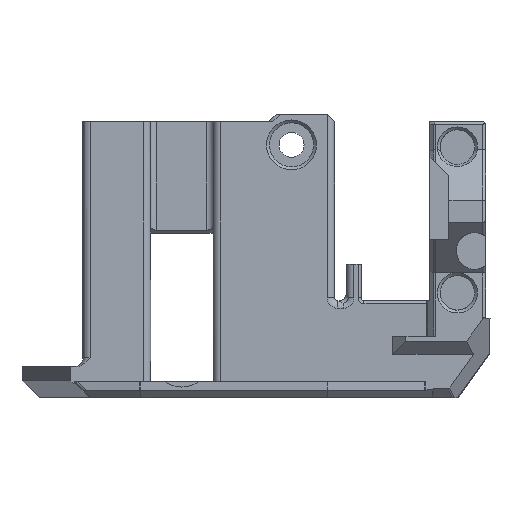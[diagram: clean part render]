
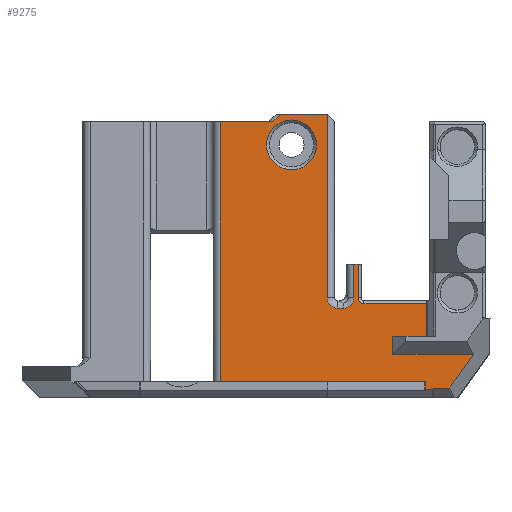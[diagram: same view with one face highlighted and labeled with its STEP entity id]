
A CAD part, left-side view. The second image highlights one B-rep face of the part: STEP entity #9275.
In plain terms, the highlighted planar face has unit normal (-1, 0, 0).
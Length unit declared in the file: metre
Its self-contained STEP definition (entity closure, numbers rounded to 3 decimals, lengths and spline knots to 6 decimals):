
#47=ELLIPSE('',#9833,0.000567,0.0004);
#48=ELLIPSE('',#9834,0.000602,0.0004);
#685=LINE('',#13712,#1577);
#695=LINE('',#13734,#1587);
#698=LINE('',#13742,#1590);
#699=LINE('',#13747,#1591);
#700=LINE('',#13751,#1592);
#701=LINE('',#13752,#1593);
#702=LINE('',#13753,#1594);
#703=LINE('',#13755,#1595);
#704=LINE('',#13759,#1596);
#705=LINE('',#13761,#1597);
#706=LINE('',#13763,#1598);
#707=LINE('',#13767,#1599);
#708=LINE('',#13771,#1600);
#709=LINE('',#13773,#1601);
#710=LINE('',#13775,#1602);
#711=LINE('',#13777,#1603);
#712=LINE('',#13779,#1604);
#713=LINE('',#13781,#1605);
#714=LINE('',#13783,#1606);
#1577=VECTOR('',#10863,1.);
#1587=VECTOR('',#10879,1.);
#1590=VECTOR('',#10886,1.);
#1591=VECTOR('',#10889,1.);
#1592=VECTOR('',#10892,1.);
#1593=VECTOR('',#10893,1.);
#1594=VECTOR('',#10894,1.);
#1595=VECTOR('',#10895,1.);
#1596=VECTOR('',#10898,1.);
#1597=VECTOR('',#10899,1.);
#1598=VECTOR('',#10900,1.);
#1599=VECTOR('',#10903,1.);
#1600=VECTOR('',#10906,1.);
#1601=VECTOR('',#10907,1.);
#1602=VECTOR('',#10908,1.);
#1603=VECTOR('',#10909,1.);
#1604=VECTOR('',#10910,1.);
#1605=VECTOR('',#10911,1.);
#1606=VECTOR('',#10912,1.);
#2560=ORIENTED_EDGE('',*,*,#5382,.F.);
#2561=ORIENTED_EDGE('',*,*,#5383,.T.);
#2562=ORIENTED_EDGE('',*,*,#5384,.F.);
#2563=ORIENTED_EDGE('',*,*,#5385,.F.);
#2564=ORIENTED_EDGE('',*,*,#5386,.F.);
#2565=ORIENTED_EDGE('',*,*,#5387,.F.);
#2566=ORIENTED_EDGE('',*,*,#5379,.F.);
#2567=ORIENTED_EDGE('',*,*,#5388,.F.);
#2568=ORIENTED_EDGE('',*,*,#5368,.F.);
#2569=ORIENTED_EDGE('',*,*,#5389,.F.);
#2570=ORIENTED_EDGE('',*,*,#5390,.F.);
#2571=ORIENTED_EDGE('',*,*,#5391,.F.);
#2572=ORIENTED_EDGE('',*,*,#5392,.F.);
#2573=ORIENTED_EDGE('',*,*,#5393,.T.);
#2574=ORIENTED_EDGE('',*,*,#5394,.F.);
#2575=ORIENTED_EDGE('',*,*,#5395,.F.);
#2576=ORIENTED_EDGE('',*,*,#5396,.F.);
#2577=ORIENTED_EDGE('',*,*,#5397,.F.);
#2578=ORIENTED_EDGE('',*,*,#5398,.F.);
#2579=ORIENTED_EDGE('',*,*,#5399,.F.);
#2580=ORIENTED_EDGE('',*,*,#5400,.T.);
#2581=ORIENTED_EDGE('',*,*,#5401,.T.);
#2582=ORIENTED_EDGE('',*,*,#5402,.F.);
#2583=ORIENTED_EDGE('',*,*,#5403,.F.);
#2584=ORIENTED_EDGE('',*,*,#5404,.F.);
#5368=EDGE_CURVE('',#6776,#6777,#685,.T.);
#5379=EDGE_CURVE('',#6786,#6787,#695,.T.);
#5382=EDGE_CURVE('',#6788,#6788,#7606,.T.);
#5383=EDGE_CURVE('',#6789,#6790,#698,.T.);
#5384=EDGE_CURVE('',#6791,#6790,#47,.T.);
#5385=EDGE_CURVE('',#6792,#6791,#699,.T.);
#5386=EDGE_CURVE('',#6793,#6792,#48,.T.);
#5387=EDGE_CURVE('',#6787,#6793,#700,.T.);
#5388=EDGE_CURVE('',#6777,#6786,#701,.T.);
#5389=EDGE_CURVE('',#6794,#6776,#702,.T.);
#5390=EDGE_CURVE('',#6795,#6794,#703,.T.);
#5391=EDGE_CURVE('',#6796,#6795,#7607,.T.);
#5392=EDGE_CURVE('',#6797,#6796,#704,.T.);
#5393=EDGE_CURVE('',#6797,#6798,#705,.T.);
#5394=EDGE_CURVE('',#6799,#6798,#706,.T.);
#5395=EDGE_CURVE('',#6800,#6799,#7608,.T.);
#5396=EDGE_CURVE('',#6801,#6800,#707,.T.);
#5397=EDGE_CURVE('',#6802,#6801,#7609,.T.);
#5398=EDGE_CURVE('',#6803,#6802,#708,.T.);
#5399=EDGE_CURVE('',#6804,#6803,#709,.T.);
#5400=EDGE_CURVE('',#6804,#6805,#710,.T.);
#5401=EDGE_CURVE('',#6805,#6806,#711,.T.);
#5402=EDGE_CURVE('',#6807,#6806,#712,.T.);
#5403=EDGE_CURVE('',#6808,#6807,#713,.T.);
#5404=EDGE_CURVE('',#6789,#6808,#714,.T.);
#6776=VERTEX_POINT('',#13711);
#6777=VERTEX_POINT('',#13713);
#6786=VERTEX_POINT('',#13735);
#6787=VERTEX_POINT('',#13736);
#6788=VERTEX_POINT('',#13741);
#6789=VERTEX_POINT('',#13743);
#6790=VERTEX_POINT('',#13744);
#6791=VERTEX_POINT('',#13746);
#6792=VERTEX_POINT('',#13748);
#6793=VERTEX_POINT('',#13750);
#6794=VERTEX_POINT('',#13754);
#6795=VERTEX_POINT('',#13756);
#6796=VERTEX_POINT('',#13758);
#6797=VERTEX_POINT('',#13760);
#6798=VERTEX_POINT('',#13762);
#6799=VERTEX_POINT('',#13764);
#6800=VERTEX_POINT('',#13766);
#6801=VERTEX_POINT('',#13768);
#6802=VERTEX_POINT('',#13770);
#6803=VERTEX_POINT('',#13772);
#6804=VERTEX_POINT('',#13774);
#6805=VERTEX_POINT('',#13776);
#6806=VERTEX_POINT('',#13778);
#6807=VERTEX_POINT('',#13780);
#6808=VERTEX_POINT('',#13782);
#7606=CIRCLE('',#9832,0.0034);
#7607=CIRCLE('',#9835,0.0008);
#7608=CIRCLE('',#9836,0.0014);
#7609=CIRCLE('',#9837,0.0014);
#7850=EDGE_LOOP('',(#2560));
#7851=EDGE_LOOP('',(#2561,#2562,#2563,#2564,#2565,#2566,#2567,#2568,#2569,
#2570,#2571,#2572,#2573,#2574,#2575,#2576,#2577,#2578,#2579,#2580,#2581,
#2582,#2583,#2584));
#8421=FACE_BOUND('',#7850,.T.);
#8422=FACE_BOUND('',#7851,.T.);
#8987=PLANE('',#9831);
#9275=ADVANCED_FACE('',(#8421,#8422),#8987,.T.);
#9831=AXIS2_PLACEMENT_3D('',#13739,#10882,#10883);
#9832=AXIS2_PLACEMENT_3D('',#13740,#10884,#10885);
#9833=AXIS2_PLACEMENT_3D('',#13745,#10887,#10888);
#9834=AXIS2_PLACEMENT_3D('',#13749,#10890,#10891);
#9835=AXIS2_PLACEMENT_3D('',#13757,#10896,#10897);
#9836=AXIS2_PLACEMENT_3D('',#13765,#10901,#10902);
#9837=AXIS2_PLACEMENT_3D('',#13769,#10904,#10905);
#10863=DIRECTION('',(0.,1.,0.));
#10879=DIRECTION('',(0.,-1.,0.));
#10882=DIRECTION('',(-1.,0.,0.));
#10883=DIRECTION('',(0.,-1.,0.));
#10884=DIRECTION('',(-1.,0.,0.));
#10885=DIRECTION('',(0.,-1.,0.));
#10886=DIRECTION('',(0.,-0.984,0.176));
#10887=DIRECTION('',(-1.,0.,0.));
#10888=DIRECTION('',(0.,0.09,-0.996));
#10889=DIRECTION('',(0.,1.,0.));
#10890=DIRECTION('',(1.,0.,0.));
#10891=DIRECTION('',(0.,0.458,0.889));
#10892=DIRECTION('',(0.,0.581,-0.814));
#10893=DIRECTION('',(0.,0.,-1.));
#10894=DIRECTION('',(0.,0.,-1.));
#10895=DIRECTION('',(0.,-1.,0.));
#10896=DIRECTION('',(-1.,0.,0.));
#10897=DIRECTION('',(0.,-1.,0.));
#10898=DIRECTION('',(0.,0.,-1.));
#10899=DIRECTION('',(0.,1.,0.));
#10900=DIRECTION('',(0.,0.,1.));
#10901=DIRECTION('',(-1.,0.,0.));
#10902=DIRECTION('',(0.,1.,0.));
#10903=DIRECTION('',(0.,-1.,0.));
#10904=DIRECTION('',(-1.,0.,0.));
#10905=DIRECTION('',(0.,1.,0.));
#10906=DIRECTION('',(0.,0.,-1.));
#10907=DIRECTION('',(0.,-1.,0.));
#10908=DIRECTION('',(0.,0.707,-0.707));
#10909=DIRECTION('',(0.,1.,0.));
#10910=DIRECTION('',(0.,0.,1.));
#10911=DIRECTION('',(0.,1.,0.));
#10912=DIRECTION('',(0.,0.,1.));
#13711=CARTESIAN_POINT('',(-0.486684,-0.017035,0.0084));
#13712=CARTESIAN_POINT('',(-0.486684,-0.012279,0.0084));
#13713=CARTESIAN_POINT('',(-0.486684,-0.012379,0.0084));
#13734=CARTESIAN_POINT('',(-0.486684,-0.018359,0.0059));
#13735=CARTESIAN_POINT('',(-0.486684,-0.012379,0.0059));
#13736=CARTESIAN_POINT('',(-0.486684,-0.023395,0.0059));
#13739=CARTESIAN_POINT('',(-0.486684,0.029879,0.0032));
#13740=CARTESIAN_POINT('',(-0.486684,0.00142,0.034464));
#13741=CARTESIAN_POINT('',(-0.486684,-0.00198,0.034464));
#13742=CARTESIAN_POINT('',(-0.486684,0.028044,-0.007036));
#13743=CARTESIAN_POINT('',(-0.486684,-0.01682,0.001006));
#13744=CARTESIAN_POINT('',(-0.486684,-0.017874,0.001195));
#13745=CARTESIAN_POINT('',(-0.486684,-0.017899,0.000634));
#13746=CARTESIAN_POINT('',(-0.486684,-0.017925,0.0012));
#13747=CARTESIAN_POINT('',(-0.486684,0.020768,0.0012));
#13748=CARTESIAN_POINT('',(-0.486684,-0.019892,0.0012));
#13749=CARTESIAN_POINT('',(-0.486684,-0.019747,0.001766));
#13750=CARTESIAN_POINT('',(-0.486684,-0.020122,0.001318));
#13751=CARTESIAN_POINT('',(-0.486684,-0.020427,0.001745));
#13752=CARTESIAN_POINT('',(-0.486684,-0.012379,0.0045));
#13753=CARTESIAN_POINT('',(-0.486684,-0.017035,0.019315));
#13754=CARTESIAN_POINT('',(-0.486684,-0.017035,0.0128));
#13755=CARTESIAN_POINT('',(-0.486684,0.007188,0.0128));
#13756=CARTESIAN_POINT('',(-0.486684,-0.008454,0.0128));
#13757=CARTESIAN_POINT('',(-0.486684,-0.008454,0.0136));
#13758=CARTESIAN_POINT('',(-0.486684,-0.007654,0.0136));
#13759=CARTESIAN_POINT('',(-0.486684,-0.007654,0.0082));
#13760=CARTESIAN_POINT('',(-0.486684,-0.007654,0.0182));
#13761=CARTESIAN_POINT('',(-0.486684,0.029879,0.0182));
#13762=CARTESIAN_POINT('',(-0.486684,-0.007054,0.0182));
#13763=CARTESIAN_POINT('',(-0.486684,-0.007054,0.0052));
#13764=CARTESIAN_POINT('',(-0.486684,-0.007054,0.0136));
#13765=CARTESIAN_POINT('',(-0.486684,-0.005654,0.0136));
#13766=CARTESIAN_POINT('',(-0.486684,-0.005654,0.0122));
#13767=CARTESIAN_POINT('',(-0.486684,0.007188,0.0122));
#13768=CARTESIAN_POINT('',(-0.486684,-0.004846,0.0122));
#13769=CARTESIAN_POINT('',(-0.486684,-0.004846,0.0136));
#13770=CARTESIAN_POINT('',(-0.486684,-0.003446,0.0136));
#13771=CARTESIAN_POINT('',(-0.486684,-0.003446,0.014308));
#13772=CARTESIAN_POINT('',(-0.486684,-0.003446,0.03863));
#13773=CARTESIAN_POINT('',(-0.486684,0.00867,0.03863));
#13774=CARTESIAN_POINT('',(-0.486684,0.002963,0.03863));
#13775=CARTESIAN_POINT('',(-0.486684,0.018941,0.022652));
#13776=CARTESIAN_POINT('',(-0.486684,0.003965,0.03763));
#13777=CARTESIAN_POINT('',(-0.486684,0.029879,0.03763));
#13778=CARTESIAN_POINT('',(-0.486684,0.011129,0.03763));
#13779=CARTESIAN_POINT('',(-0.486684,0.011129,0.020415));
#13780=CARTESIAN_POINT('',(-0.486684,0.011129,0.0022));
#13781=CARTESIAN_POINT('',(-0.486684,0.00867,0.0022));
#13782=CARTESIAN_POINT('',(-0.486684,-0.01682,0.0022));
#13783=CARTESIAN_POINT('',(-0.486684,-0.01682,0.0024));
